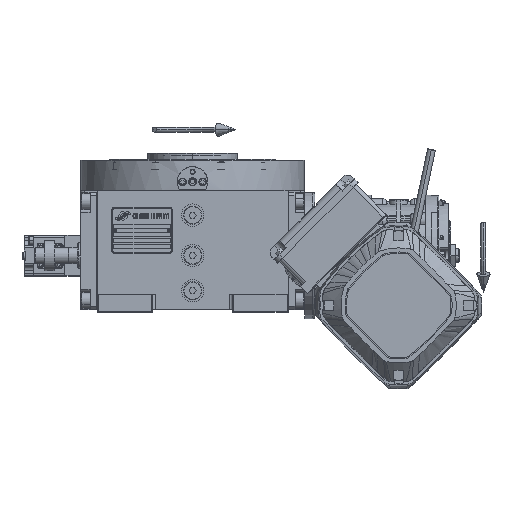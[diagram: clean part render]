
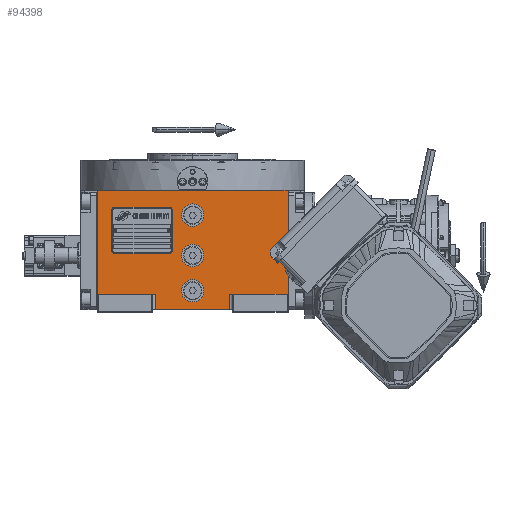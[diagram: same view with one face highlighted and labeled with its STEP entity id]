
A CAD part, top view. The second image highlights one B-rep face of the part: STEP entity #94398.
In plain terms, the highlighted planar face has unit normal (0, 0, 1).
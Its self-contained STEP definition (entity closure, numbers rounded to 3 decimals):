
#1291 = VERTEX_POINT ( 'NONE', #128458 ) ;
#3652 = CARTESIAN_POINT ( 'NONE',  ( 0., 0., 163.5 ) ) ;
#4096 = DIRECTION ( 'NONE',  ( 0., 1., 0. ) ) ;
#4156 = ORIENTED_EDGE ( 'NONE', *, *, #37864, .F. ) ;
#5792 = EDGE_CURVE ( 'NONE', #67009, #112821, #42559, .T. ) ;
#8343 = VECTOR ( 'NONE', #32410, 1000. ) ;
#8435 = CARTESIAN_POINT ( 'NONE',  ( -11., -35., 163.5 ) ) ;
#9853 = DIRECTION ( 'NONE',  ( 0., 1., 0. ) ) ;
#10231 = DIRECTION ( 'NONE',  ( 1., 0., 0. ) ) ;
#11291 = CARTESIAN_POINT ( 'NONE',  ( -94.5, 64.5, 163.5 ) ) ;
#12137 = ORIENTED_EDGE ( 'NONE', *, *, #105017, .F. ) ;
#13577 = ORIENTED_EDGE ( 'NONE', *, *, #134867, .F. ) ;
#13667 = CARTESIAN_POINT ( 'NONE',  ( 37., -38.5, 163.5 ) ) ;
#14167 = EDGE_CURVE ( 'NONE', #68535, #46381, #20539, .T. ) ;
#15284 = AXIS2_PLACEMENT_3D ( 'NONE', #23521, #107440, #82551 ) ;
#15972 = DIRECTION ( 'NONE',  ( 0., -1., 0. ) ) ;
#18378 = DIRECTION ( 'NONE',  ( -1., 0., 0. ) ) ;
#20539 = LINE ( 'NONE', #113795, #93808 ) ;
#20670 = CARTESIAN_POINT ( 'NONE',  ( 0., 40., 163.5 ) ) ;
#22802 = CARTESIAN_POINT ( 'NONE',  ( 0., -35., 163.5 ) ) ;
#23521 = CARTESIAN_POINT ( 'NONE',  ( 0., 0., 163.5 ) ) ;
#23717 = DIRECTION ( 'NONE',  ( 1., 0., 0. ) ) ;
#24573 = CARTESIAN_POINT ( 'NONE',  ( -37., -53.5, 163.5 ) ) ;
#24819 = FACE_BOUND ( 'NONE', #58838, .T. ) ;
#25246 = VERTEX_POINT ( 'NONE', #43599 ) ;
#26332 = DIRECTION ( 'NONE',  ( 0., 0., 1. ) ) ;
#28008 = AXIS2_PLACEMENT_3D ( 'NONE', #20670, #92894, #18378 ) ;
#30072 = ORIENTED_EDGE ( 'NONE', *, *, #14167, .T. ) ;
#32410 = DIRECTION ( 'NONE',  ( 1., 0., 0. ) ) ;
#32968 = LINE ( 'NONE', #150380, #153572 ) ;
#34509 = DIRECTION ( 'NONE',  ( 0., 1., 0. ) ) ;
#37092 = ORIENTED_EDGE ( 'NONE', *, *, #98839, .T. ) ;
#37864 = EDGE_CURVE ( 'NONE', #80889, #92863, #78315, .T. ) ;
#39362 = DIRECTION ( 'NONE',  ( -1., 0., 0. ) ) ;
#39807 = CARTESIAN_POINT ( 'NONE',  ( -94.5, -38.5, 163.5 ) ) ;
#42559 = CIRCLE ( 'NONE', #127007, 11. ) ;
#43194 = VECTOR ( 'NONE', #4096, 1000. ) ;
#43343 = ORIENTED_EDGE ( 'NONE', *, *, #89637, .F. ) ;
#43599 = CARTESIAN_POINT ( 'NONE',  ( -94.5, -38.5, 163.5 ) ) ;
#43950 = CARTESIAN_POINT ( 'NONE',  ( -11., 0., 163.5 ) ) ;
#44979 = EDGE_CURVE ( 'NONE', #112821, #67009, #77351, .T. ) ;
#45708 = ORIENTED_EDGE ( 'NONE', *, *, #115039, .F. ) ;
#46381 = VERTEX_POINT ( 'NONE', #153155 ) ;
#47162 = EDGE_CURVE ( 'NONE', #92863, #80889, #144536, .T. ) ;
#48884 = FACE_BOUND ( 'NONE', #106704, .T. ) ;
#54916 = ORIENTED_EDGE ( 'NONE', *, *, #47162, .F. ) ;
#55773 = VECTOR ( 'NONE', #9853, 1000. ) ;
#58838 = EDGE_LOOP ( 'NONE', ( #110253, #45708 ) ) ;
#60046 = DIRECTION ( 'NONE',  ( 0., 0., 1. ) ) ;
#60303 = VERTEX_POINT ( 'NONE', #101273 ) ;
#62648 = ORIENTED_EDGE ( 'NONE', *, *, #79486, .T. ) ;
#62973 = CARTESIAN_POINT ( 'NONE',  ( -11., 40., 163.5 ) ) ;
#63539 = VERTEX_POINT ( 'NONE', #126581 ) ;
#63596 = DIRECTION ( 'NONE',  ( 1., 0., 0. ) ) ;
#65300 = CARTESIAN_POINT ( 'NONE',  ( 11., 40., 163.5 ) ) ;
#67009 = VERTEX_POINT ( 'NONE', #8435 ) ;
#68535 = VERTEX_POINT ( 'NONE', #107316 ) ;
#68911 = LINE ( 'NONE', #114794, #104300 ) ;
#69487 = EDGE_LOOP ( 'NONE', ( #30072, #101879, #62648, #134409, #13577, #12137, #37092, #43343 ) ) ;
#72192 = FACE_BOUND ( 'NONE', #77143, .T. ) ;
#72233 = EDGE_CURVE ( 'NONE', #98269, #1291, #32968, .T. ) ;
#72951 = FACE_OUTER_BOUND ( 'NONE', #69487, .T. ) ;
#74529 = VECTOR ( 'NONE', #23717, 1000. ) ;
#74799 = CIRCLE ( 'NONE', #15284, 11. ) ;
#75568 = EDGE_CURVE ( 'NONE', #150686, #108357, #74799, .T. ) ;
#77143 = EDGE_LOOP ( 'NONE', ( #4156, #54916 ) ) ;
#77351 = CIRCLE ( 'NONE', #97218, 11. ) ;
#78250 = DIRECTION ( 'NONE',  ( 1., 0., 0. ) ) ;
#78315 = CIRCLE ( 'NONE', #135524, 11. ) ;
#79486 = EDGE_CURVE ( 'NONE', #141798, #98269, #103148, .T. ) ;
#80889 = VERTEX_POINT ( 'NONE', #65300 ) ;
#80975 = CARTESIAN_POINT ( 'NONE',  ( 0., -35., 163.5 ) ) ;
#82551 = DIRECTION ( 'NONE',  ( 1., 0., 0. ) ) ;
#83470 = CARTESIAN_POINT ( 'NONE',  ( 11., -35., 163.5 ) ) ;
#86172 = CARTESIAN_POINT ( 'NONE',  ( -94.5, -53.5, 163.5 ) ) ;
#89637 = EDGE_CURVE ( 'NONE', #68535, #60303, #106221, .T. ) ;
#91469 = CARTESIAN_POINT ( 'NONE',  ( 37., -38.5, 163.5 ) ) ;
#92863 = VERTEX_POINT ( 'NONE', #62973 ) ;
#92894 = DIRECTION ( 'NONE',  ( 0., 0., 1. ) ) ;
#93509 = DIRECTION ( 'NONE',  ( -1., 0., 0. ) ) ;
#93808 = VECTOR ( 'NONE', #151886, 1000. ) ;
#94398 = ADVANCED_FACE ( 'NONE', ( #24819, #48884, #72192, #72951 ), #107994, .T. ) ;
#96477 = ORIENTED_EDGE ( 'NONE', *, *, #5792, .F. ) ;
#97218 = AXIS2_PLACEMENT_3D ( 'NONE', #80975, #150215, #129208 ) ;
#98269 = VERTEX_POINT ( 'NONE', #118216 ) ;
#98439 = DIRECTION ( 'NONE',  ( 0., 0., 1. ) ) ;
#98839 = EDGE_CURVE ( 'NONE', #25246, #60303, #68911, .T. ) ;
#101273 = CARTESIAN_POINT ( 'NONE',  ( -37., -38.5, 163.5 ) ) ;
#101879 = ORIENTED_EDGE ( 'NONE', *, *, #117162, .F. ) ;
#103148 = LINE ( 'NONE', #91469, #8343 ) ;
#103558 = CIRCLE ( 'NONE', #138305, 11. ) ;
#104300 = VECTOR ( 'NONE', #78250, 1000. ) ;
#105017 = EDGE_CURVE ( 'NONE', #25246, #63539, #111344, .T. ) ;
#106221 = LINE ( 'NONE', #24573, #55773 ) ;
#106704 = EDGE_LOOP ( 'NONE', ( #147324, #96477 ) ) ;
#107316 = CARTESIAN_POINT ( 'NONE',  ( -37., -53.5, 163.5 ) ) ;
#107440 = DIRECTION ( 'NONE',  ( 0., 0., 1. ) ) ;
#107994 = PLANE ( 'NONE',  #108497 ) ;
#108357 = VERTEX_POINT ( 'NONE', #43950 ) ;
#108479 = LINE ( 'NONE', #13667, #135873 ) ;
#108497 = AXIS2_PLACEMENT_3D ( 'NONE', #86172, #26332, #63596 ) ;
#110253 = ORIENTED_EDGE ( 'NONE', *, *, #75568, .F. ) ;
#111344 = LINE ( 'NONE', #39807, #43194 ) ;
#112821 = VERTEX_POINT ( 'NONE', #83470 ) ;
#113795 = CARTESIAN_POINT ( 'NONE',  ( -37., -53.5, 163.5 ) ) ;
#114794 = CARTESIAN_POINT ( 'NONE',  ( -94.5, -38.5, 163.5 ) ) ;
#115039 = EDGE_CURVE ( 'NONE', #108357, #150686, #103558, .T. ) ;
#117162 = EDGE_CURVE ( 'NONE', #141798, #46381, #108479, .T. ) ;
#118216 = CARTESIAN_POINT ( 'NONE',  ( 94.5, -38.5, 163.5 ) ) ;
#126581 = CARTESIAN_POINT ( 'NONE',  ( -94.5, 64.5, 163.5 ) ) ;
#127007 = AXIS2_PLACEMENT_3D ( 'NONE', #22802, #60046, #93509 ) ;
#127601 = DIRECTION ( 'NONE',  ( 0., 0., 1. ) ) ;
#128458 = CARTESIAN_POINT ( 'NONE',  ( 94.5, 64.5, 163.5 ) ) ;
#129208 = DIRECTION ( 'NONE',  ( 1., 0., 0. ) ) ;
#131738 = LINE ( 'NONE', #11291, #74529 ) ;
#134409 = ORIENTED_EDGE ( 'NONE', *, *, #72233, .T. ) ;
#134867 = EDGE_CURVE ( 'NONE', #63539, #1291, #131738, .T. ) ;
#135524 = AXIS2_PLACEMENT_3D ( 'NONE', #152479, #127601, #10231 ) ;
#135873 = VECTOR ( 'NONE', #15972, 1000. ) ;
#138305 = AXIS2_PLACEMENT_3D ( 'NONE', #3652, #98439, #39362 ) ;
#141447 = CARTESIAN_POINT ( 'NONE',  ( 11., 0., 163.5 ) ) ;
#141798 = VERTEX_POINT ( 'NONE', #153730 ) ;
#144536 = CIRCLE ( 'NONE', #28008, 11. ) ;
#147324 = ORIENTED_EDGE ( 'NONE', *, *, #44979, .F. ) ;
#150215 = DIRECTION ( 'NONE',  ( 0., 0., 1. ) ) ;
#150380 = CARTESIAN_POINT ( 'NONE',  ( 94.5, -38.5, 163.5 ) ) ;
#150686 = VERTEX_POINT ( 'NONE', #141447 ) ;
#151886 = DIRECTION ( 'NONE',  ( 1., 0., 0. ) ) ;
#152479 = CARTESIAN_POINT ( 'NONE',  ( 0., 40., 163.5 ) ) ;
#153155 = CARTESIAN_POINT ( 'NONE',  ( 37., -53.5, 163.5 ) ) ;
#153572 = VECTOR ( 'NONE', #34509, 1000. ) ;
#153730 = CARTESIAN_POINT ( 'NONE',  ( 37., -38.5, 163.5 ) ) ;
